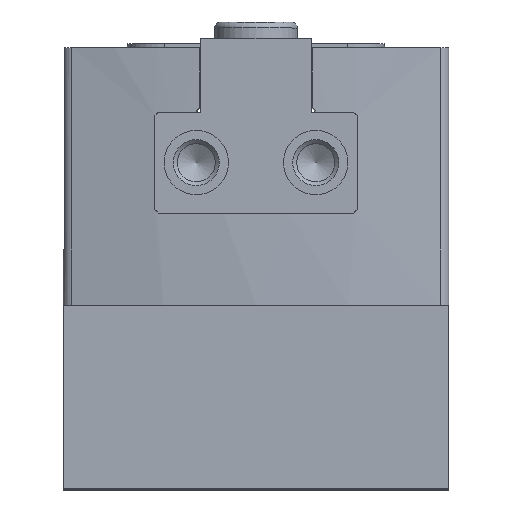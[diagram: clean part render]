
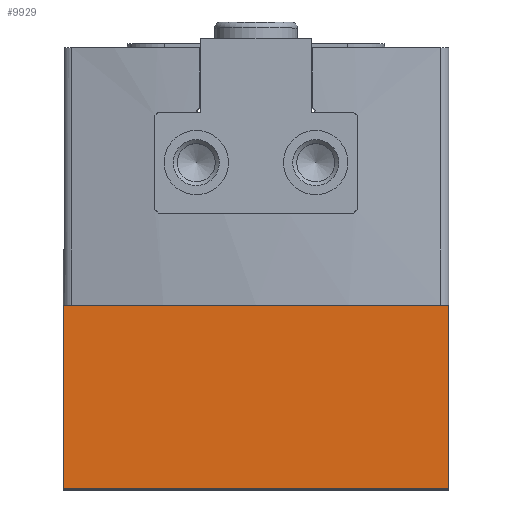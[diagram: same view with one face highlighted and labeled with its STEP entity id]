
A CAD part, top view. The second image highlights one B-rep face of the part: STEP entity #9929.
In plain terms, the highlighted planar face has unit normal (0, 0, 1).
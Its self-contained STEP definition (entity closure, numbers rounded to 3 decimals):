
#1255=ORIENTED_EDGE('',*,*,#3013,.T.);
#1256=ORIENTED_EDGE('',*,*,#2996,.F.);
#1257=ORIENTED_EDGE('',*,*,#3085,.F.);
#1258=ORIENTED_EDGE('',*,*,#2977,.T.);
#2977=EDGE_CURVE('',#3868,#3867,#4447,.T.);
#2996=EDGE_CURVE('',#3881,#3882,#4460,.T.);
#3013=EDGE_CURVE('',#3867,#3882,#4468,.T.);
#3085=EDGE_CURVE('',#3868,#3881,#4501,.T.);
#3867=VERTEX_POINT('',#14401);
#3868=VERTEX_POINT('',#14403);
#3881=VERTEX_POINT('',#14436);
#3882=VERTEX_POINT('',#14438);
#4447=LINE('',#14402,#4949);
#4460=LINE('',#14437,#4962);
#4468=LINE('',#14469,#4970);
#4501=LINE('',#14609,#5003);
#4949=VECTOR('',#11670,1000.);
#4962=VECTOR('',#11699,1000.);
#4970=VECTOR('',#11735,1000.);
#5003=VECTOR('',#11864,1000.);
#5470=EDGE_LOOP('',(#1255,#1256,#1257,#1258));
#6154=FACE_BOUND('',#5470,.T.);
#6756=PLANE('',#10580);
#9929=ADVANCED_FACE('',(#6154),#6756,.F.);
#10580=AXIS2_PLACEMENT_3D('',#14608,#11862,#11863);
#11670=DIRECTION('',(0.,-1.,0.));
#11699=DIRECTION('',(0.,-1.,0.));
#11735=DIRECTION('',(1.,0.,0.));
#11862=DIRECTION('',(0.,0.,-1.));
#11863=DIRECTION('',(-1.,0.,0.));
#11864=DIRECTION('',(1.,0.,0.));
#14401=CARTESIAN_POINT('',(-21.,0.,32.));
#14402=CARTESIAN_POINT('',(-21.,20.,32.));
#14403=CARTESIAN_POINT('',(-21.,20.,32.));
#14436=CARTESIAN_POINT('',(21.,20.,32.));
#14437=CARTESIAN_POINT('',(21.,20.,32.));
#14438=CARTESIAN_POINT('',(21.,0.,32.));
#14469=CARTESIAN_POINT('',(-21.,0.,32.));
#14608=CARTESIAN_POINT('',(-21.,20.,32.));
#14609=CARTESIAN_POINT('',(-21.,20.,32.));
